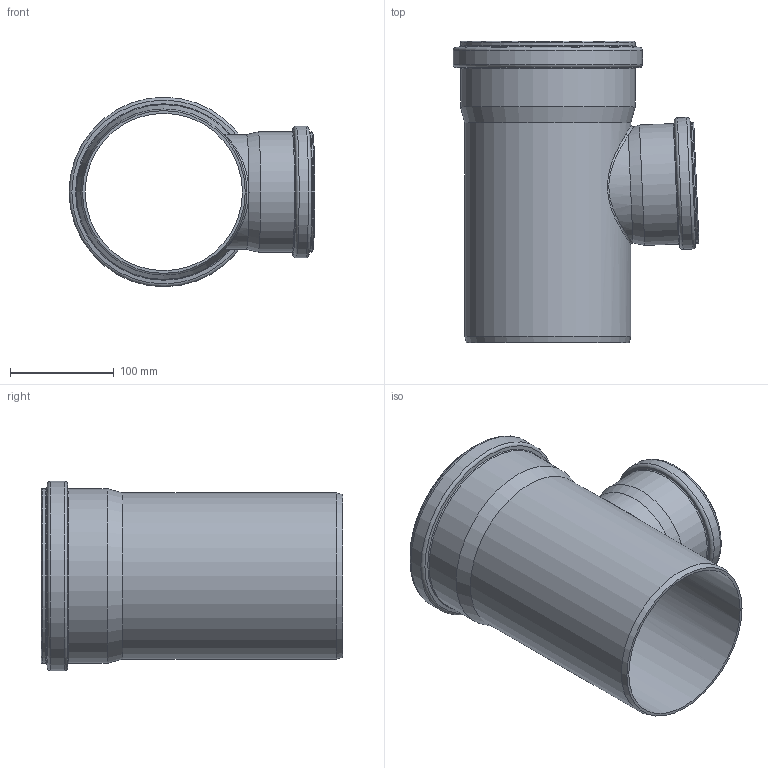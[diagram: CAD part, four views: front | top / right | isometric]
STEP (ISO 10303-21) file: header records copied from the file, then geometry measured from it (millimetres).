
FILE_DESCRIPTION(/* description */ (''),/* implementation_level */ '2;1');
FILE_NAME(/* name */ '177410 HTsafeEA DN_OD 160_110_87°.stp',/* time_stamp */ '2017-03-13T12:22:28+01:00',/* author */ ('user1'),/* organization */ (''),/* preprocessor_version */ 'ST-DEVELOPER v16.1',/* originating_system */ 'Autodesk Inventor 2016',/* authorisation */ '');
FILE_SCHEMA (('AUTOMOTIVE_DESIGN { 1 0 10303 214 3 1 1 }'));
Length unit declared in the file: millimetre
Products named in the file (1): 177410 HTsafeEA DN_OD 160_110_87°
Bounding box: 237.46 x 290.9 x 183 mm (x, y, z)
Volume: 655031.9 mm3; surface area: 346748.2 mm2
Topology: 1 solids, 1 shells, 58 faces, 117 edges, 64 vertices
Faces by surface type: torus 20, cylinder 18, cone 13, plane 5, bspline 2
Full cylindrical faces by diameter (mm): 104.4 x1, 111 x1, 111.2 x2, 116.4 x1, 116.6 x1, 121.8 x1, 127.2 x1, 152 x1, 160.4 x1, 161.2 x1, 161.3 x2, 168.6 x1, 168.7 x1, 175.6 x1, 183 x1
Entity records: 1636 total; most frequent: CARTESIAN_POINT 609, DIRECTION 224, ORIENTED_EDGE 128, EDGE_LOOP 115, AXIS2_PLACEMENT_3D 112, EDGE_CURVE 64, VERTEX_POINT 61, FACE_OUTER_BOUND 58
